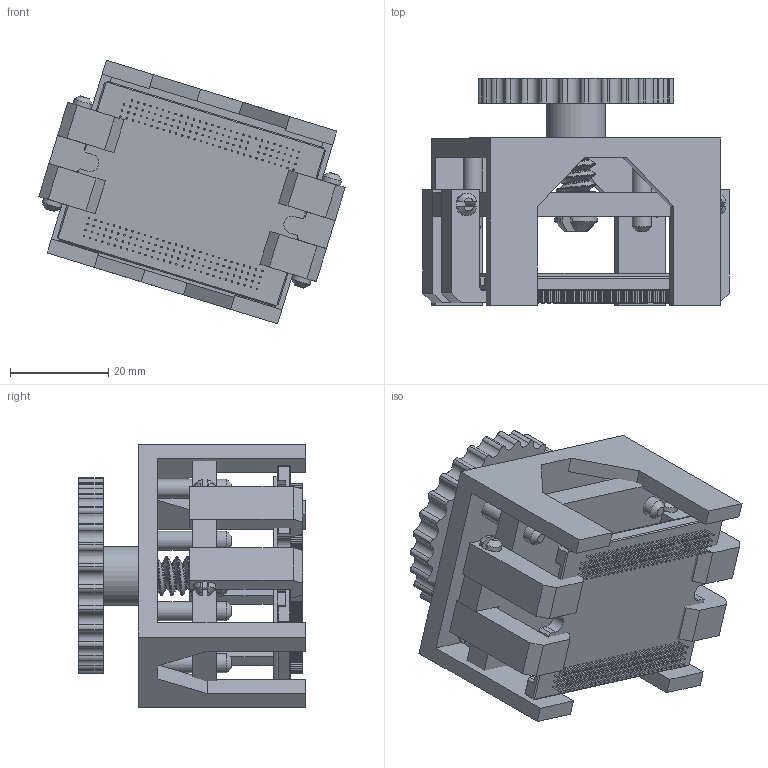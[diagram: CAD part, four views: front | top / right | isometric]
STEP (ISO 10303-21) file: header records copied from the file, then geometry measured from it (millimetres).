
FILE_DESCRIPTION(/* description */ (''),/* implementation_level */ '2;1');
FILE_NAME(/* name */ 'CMV12000 Extraction Tool V01.stp',/* time_stamp */ '2016-09-16T15:25:45+02:00',/* author */ ('spichelh'),/* organization */ (''),/* preprocessor_version */ 'ST-DEVELOPER v15.6',/* originating_system */ 'Autodesk Inventor 2015',/* authorisation */ '');
FILE_SCHEMA (('AUTOMOTIVE_DESIGN { 1 0 10303 214 3 1 1 }'));
Products named in the file (6): CMV12000v1; arms01; base; mover01; Knob01; CMV12000 Extraction Tool V01
Bounding box: 62.27 x 46.1 x 53.58 mm (x, y, z)
Volume: 35660.5 mm3; surface area: 27119.8 mm2
Topology: 10 solids, 10 shells, 848 faces, 1699 edges, 1121 vertices
Faces by surface type: plane 456, cylinder 366, cone 14, bspline 12
Full cylindrical faces by diameter (mm): 0.3 x229, 1 x1, 2 x1, 3.9 x4, 4 x8, 5.137 x2, 7.9 x1, 8 x3, 12 x1
Entity records: 24015 total; most frequent: CARTESIAN_POINT 7076, DIRECTION 3710, ORIENTED_EDGE 2782, AXIS2_PLACEMENT_3D 1571, EDGE_CURVE 1391, EDGE_LOOP 1348, VERTEX_POINT 1083, FACE_OUTER_BOUND 826
